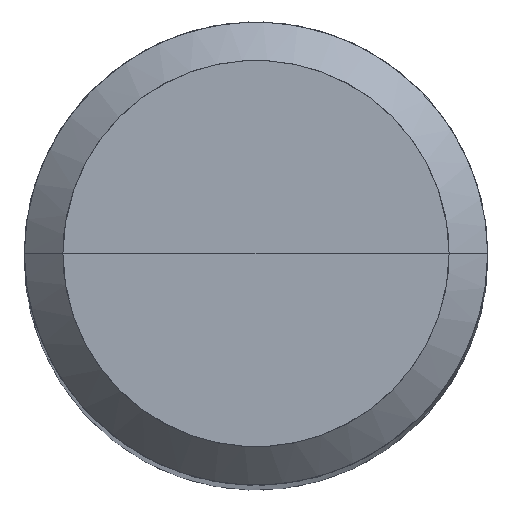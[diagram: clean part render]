
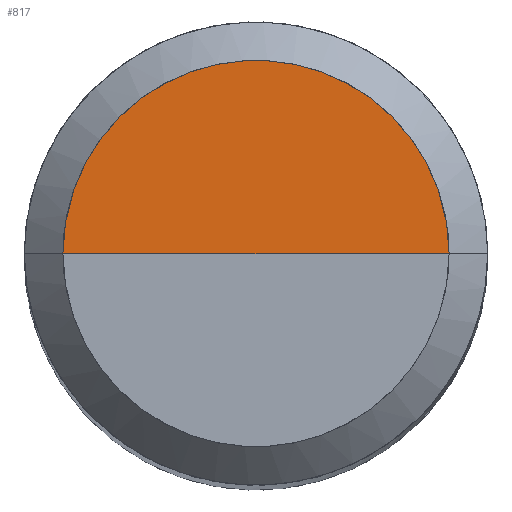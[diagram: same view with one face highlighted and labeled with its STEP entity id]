
A CAD part, top view. The second image highlights one B-rep face of the part: STEP entity #817.
In plain terms, the highlighted free-form (B-spline) face has degree [1, 2] with [2, 5] control points.
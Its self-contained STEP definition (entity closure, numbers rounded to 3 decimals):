
#552=CARTESIAN_POINT('',(2.5,0.0,36.0));
#553=CARTESIAN_POINT('',(2.5,2.5,36.0));
#554=CARTESIAN_POINT('',(0.0,2.5,36.0));
#555=CARTESIAN_POINT('',(-2.5,2.5,36.0));
#556=CARTESIAN_POINT('',(-2.5,0.0,36.0));
#557=CARTESIAN_POINT('',(0.0,0.0,36.0));
#802=(
BOUNDED_SURFACE()
B_SPLINE_SURFACE(1,2,(
(#552,#553,#554,#555,#556),
(#557,#557,#557,#557,#557)
), .UNSPECIFIED.,.F.,.F.,.F.)
B_SPLINE_SURFACE_WITH_KNOTS((2,2),(3,2,3),(
0.0,1.0),(
0.0,0.5,1.0), .UNSPECIFIED.)
GEOMETRIC_REPRESENTATION_ITEM()
RATIONAL_B_SPLINE_SURFACE(((1.0,0.707,1.0,0.707,1.0),
(1.0,0.707,1.0,0.707,1.0)
))
REPRESENTATION_ITEM('')
SURFACE()
);
#803=(
BOUNDED_CURVE()
B_SPLINE_CURVE(2,(#556,#555,#554,#553,#552),.UNSPECIFIED.,.F.,.F.)
B_SPLINE_CURVE_WITH_KNOTS((3,2,3),
(0.0,0.5,1.0),.UNSPECIFIED.)
CURVE()
GEOMETRIC_REPRESENTATION_ITEM()
RATIONAL_B_SPLINE_CURVE((1.0,0.707,1.0,0.707,1.0))
REPRESENTATION_ITEM('')
);
#804=(
BOUNDED_CURVE()
B_SPLINE_CURVE(1,(#552,#557),.UNSPECIFIED.,.F.,.F.)
B_SPLINE_CURVE_WITH_KNOTS((2,2),
(0.0,1.0),.UNSPECIFIED.)
CURVE()
GEOMETRIC_REPRESENTATION_ITEM()
RATIONAL_B_SPLINE_CURVE((1.0,1.0))
REPRESENTATION_ITEM('')
);
#805=(
BOUNDED_CURVE()
B_SPLINE_CURVE(1,(#557,#556),.UNSPECIFIED.,.F.,.F.)
B_SPLINE_CURVE_WITH_KNOTS((2,2),
(0.0,1.0),.UNSPECIFIED.)
CURVE()
GEOMETRIC_REPRESENTATION_ITEM()
RATIONAL_B_SPLINE_CURVE((1.0,1.0))
REPRESENTATION_ITEM('')
);
#806=VERTEX_POINT('',#552);
#807=VERTEX_POINT('',#556);
#808=VERTEX_POINT('',#557);
#809=EDGE_CURVE('',#807,#806,#803,.T.);
#810=EDGE_CURVE('',#806,#808,#804,.T.);
#811=EDGE_CURVE('',#808,#807,#805,.T.);
#812=ORIENTED_EDGE('',*,*,#809,.T.);
#813=ORIENTED_EDGE('',*,*,#810,.T.);
#814=ORIENTED_EDGE('',*,*,#811,.T.);
#815=EDGE_LOOP('',(#812,#813,#814));
#816=FACE_OUTER_BOUND('',#815,.T.);
#817=ADVANCED_FACE('',(#816),#802,.T.);
